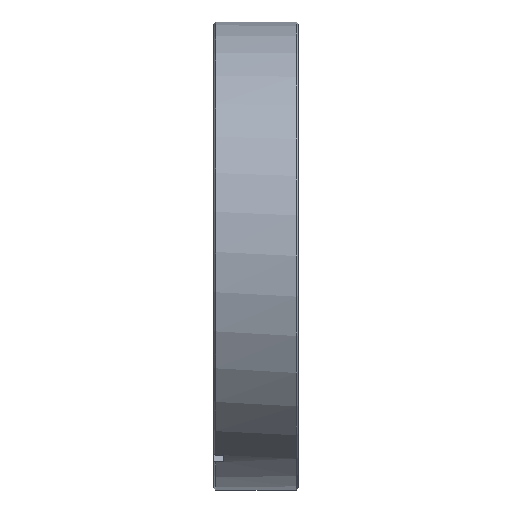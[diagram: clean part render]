
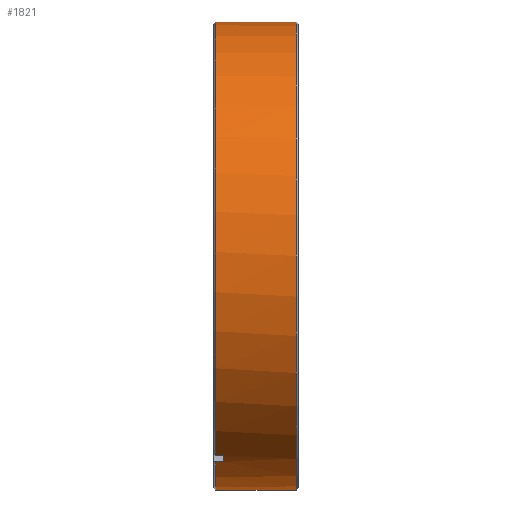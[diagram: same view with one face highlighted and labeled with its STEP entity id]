
A CAD part, left-side view. The second image highlights one B-rep face of the part: STEP entity #1821.
In plain terms, the highlighted cylindrical face has radius 35 mm (diameter 70 mm), a partial arc.
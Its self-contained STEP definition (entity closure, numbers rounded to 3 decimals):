
#63 = CARTESIAN_POINT ( 'NONE',  ( 0., 12.4, 35. ) ) ;
#69 = EDGE_CURVE ( 'NONE', #1999, #1135, #858, .T. ) ;
#108 = CARTESIAN_POINT ( 'NONE',  ( 0., 12.4, 0. ) ) ;
#165 = FACE_OUTER_BOUND ( 'NONE', #821, .T. ) ;
#216 = LINE ( 'NONE', #1922, #1626 ) ;
#217 = EDGE_CURVE ( 'NONE', #1480, #1999, #1442, .T. ) ;
#260 = CARTESIAN_POINT ( 'NONE',  ( -18.359, 12.4, -29.799 ) ) ;
#261 = DIRECTION ( 'NONE',  ( 0., 0., 1. ) ) ;
#296 = VERTEX_POINT ( 'NONE', #260 ) ;
#318 = ORIENTED_EDGE ( 'NONE', *, *, #69, .F. ) ;
#361 = LINE ( 'NONE', #732, #1169 ) ;
#379 = CIRCLE ( 'NONE', #1511, 35. ) ;
#571 = EDGE_CURVE ( 'NONE', #1823, #296, #379, .T. ) ;
#677 = CARTESIAN_POINT ( 'NONE',  ( 0., 31.392, 0. ) ) ;
#686 = VERTEX_POINT ( 'NONE', #954 ) ;
#700 = DIRECTION ( 'NONE',  ( 0., 0., -1. ) ) ;
#715 = CIRCLE ( 'NONE', #1398, 35. ) ;
#732 = CARTESIAN_POINT ( 'NONE',  ( 0., 31.392, 35. ) ) ;
#734 = DIRECTION ( 'NONE',  ( 0., 1., 0. ) ) ;
#746 = CARTESIAN_POINT ( 'NONE',  ( 0., 11.2, 0. ) ) ;
#752 = DIRECTION ( 'NONE',  ( 0., 1., 0. ) ) ;
#758 = CARTESIAN_POINT ( 'NONE',  ( 0., 0.3, 0. ) ) ;
#764 = EDGE_CURVE ( 'NONE', #686, #1823, #361, .T. ) ;
#821 = EDGE_LOOP ( 'NONE', ( #2044, #1181, #1444, #1353, #1349, #318, #983, #1336 ) ) ;
#841 = DIRECTION ( 'NONE',  ( 0., 1., 0. ) ) ;
#852 = EDGE_CURVE ( 'NONE', #1074, #686, #1517, .T. ) ;
#858 = CIRCLE ( 'NONE', #924, 35. ) ;
#862 = CARTESIAN_POINT ( 'NONE',  ( 0., 12.4, -35. ) ) ;
#924 = AXIS2_PLACEMENT_3D ( 'NONE', #746, #752, #700 ) ;
#927 = DIRECTION ( 'NONE',  ( 0., 0., -1. ) ) ;
#954 = CARTESIAN_POINT ( 'NONE',  ( 0., 0.3, 35. ) ) ;
#983 = ORIENTED_EDGE ( 'NONE', *, *, #217, .F. ) ;
#993 = VECTOR ( 'NONE', #1040, 1000. ) ;
#1040 = DIRECTION ( 'NONE',  ( 0., -1., 0. ) ) ;
#1074 = VERTEX_POINT ( 'NONE', #1834 ) ;
#1089 = DIRECTION ( 'NONE',  ( 0., 1., 0. ) ) ;
#1135 = VERTEX_POINT ( 'NONE', #2069 ) ;
#1161 = EDGE_CURVE ( 'NONE', #1074, #1589, #1804, .T. ) ;
#1169 = VECTOR ( 'NONE', #2076, 1000. ) ;
#1181 = ORIENTED_EDGE ( 'NONE', *, *, #852, .T. ) ;
#1231 = DIRECTION ( 'NONE',  ( 0., -1., 0. ) ) ;
#1242 = DIRECTION ( 'NONE',  ( 0., -1., 0. ) ) ;
#1335 = AXIS2_PLACEMENT_3D ( 'NONE', #677, #841, #2017 ) ;
#1336 = ORIENTED_EDGE ( 'NONE', *, *, #1682, .T. ) ;
#1349 = ORIENTED_EDGE ( 'NONE', *, *, #1768, .F. ) ;
#1353 = ORIENTED_EDGE ( 'NONE', *, *, #571, .T. ) ;
#1382 = CARTESIAN_POINT ( 'NONE',  ( -16.627, 31.392, -30.799 ) ) ;
#1398 = AXIS2_PLACEMENT_3D ( 'NONE', #108, #1231, #261 ) ;
#1414 = DIRECTION ( 'NONE',  ( 0., 0., 1. ) ) ;
#1442 = LINE ( 'NONE', #1382, #993 ) ;
#1444 = ORIENTED_EDGE ( 'NONE', *, *, #764, .T. ) ;
#1480 = VERTEX_POINT ( 'NONE', #1856 ) ;
#1511 = AXIS2_PLACEMENT_3D ( 'NONE', #1760, #1242, #1414 ) ;
#1517 = CIRCLE ( 'NONE', #2024, 35. ) ;
#1571 = CARTESIAN_POINT ( 'NONE',  ( -16.627, 11.2, -30.799 ) ) ;
#1589 = VERTEX_POINT ( 'NONE', #862 ) ;
#1610 = CYLINDRICAL_SURFACE ( 'NONE', #1335, 35. ) ;
#1626 = VECTOR ( 'NONE', #734, 1000. ) ;
#1682 = EDGE_CURVE ( 'NONE', #1480, #1589, #715, .T. ) ;
#1760 = CARTESIAN_POINT ( 'NONE',  ( 0., 12.4, 0. ) ) ;
#1768 = EDGE_CURVE ( 'NONE', #1135, #296, #216, .T. ) ;
#1804 = LINE ( 'NONE', #2089, #1853 ) ;
#1821 = ADVANCED_FACE ( 'NONE', ( #165 ), #1610, .T. ) ;
#1823 = VERTEX_POINT ( 'NONE', #63 ) ;
#1834 = CARTESIAN_POINT ( 'NONE',  ( 0., 0.3, -35. ) ) ;
#1853 = VECTOR ( 'NONE', #1089, 1000. ) ;
#1856 = CARTESIAN_POINT ( 'NONE',  ( -16.627, 12.4, -30.799 ) ) ;
#1922 = CARTESIAN_POINT ( 'NONE',  ( -18.359, 31.392, -29.799 ) ) ;
#1935 = DIRECTION ( 'NONE',  ( 0., 1., 0. ) ) ;
#1999 = VERTEX_POINT ( 'NONE', #1571 ) ;
#2017 = DIRECTION ( 'NONE',  ( 0., 0., 1. ) ) ;
#2024 = AXIS2_PLACEMENT_3D ( 'NONE', #758, #1935, #927 ) ;
#2044 = ORIENTED_EDGE ( 'NONE', *, *, #1161, .F. ) ;
#2069 = CARTESIAN_POINT ( 'NONE',  ( -18.359, 11.2, -29.799 ) ) ;
#2076 = DIRECTION ( 'NONE',  ( 0., 1., 0. ) ) ;
#2089 = CARTESIAN_POINT ( 'NONE',  ( 0., 31.392, -35. ) ) ;
